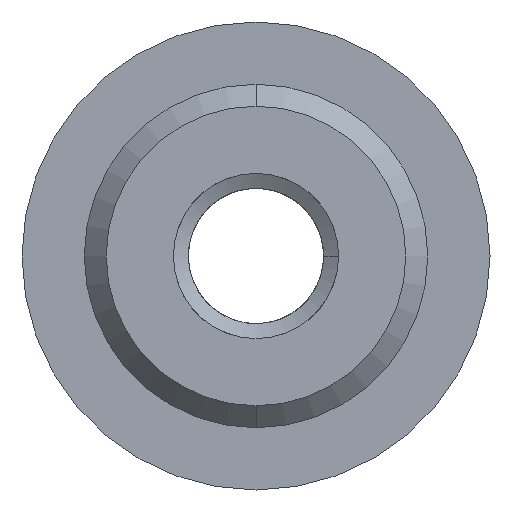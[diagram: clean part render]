
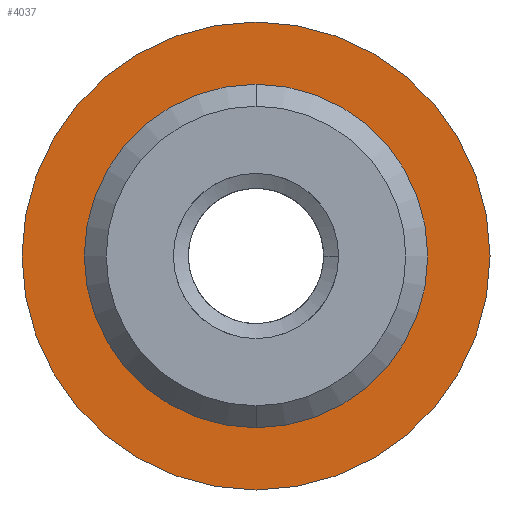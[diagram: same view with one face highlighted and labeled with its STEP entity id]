
A CAD part, front view. The second image highlights one B-rep face of the part: STEP entity #4037.
In plain terms, the highlighted planar face has unit normal (0, -1, 0).
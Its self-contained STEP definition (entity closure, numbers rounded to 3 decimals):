
#195 = AXIS2_PLACEMENT_3D ( 'NONE', #1198, #2154, #785 ) ;
#506 = ORIENTED_EDGE ( 'NONE', *, *, #3550, .T. ) ;
#569 = CARTESIAN_POINT ( 'NONE',  ( 0., -12.143, -10.625 ) ) ;
#577 = EDGE_CURVE ( 'NONE', #5035, #2118, #4346, .T. ) ;
#694 = DIRECTION ( 'NONE',  ( 0., 0., -1. ) ) ;
#713 = CARTESIAN_POINT ( 'NONE',  ( 0., -12.143, 0. ) ) ;
#741 = CARTESIAN_POINT ( 'NONE',  ( 0., -12.143, 10.625 ) ) ;
#785 = DIRECTION ( 'NONE',  ( 0., 0., -1. ) ) ;
#871 = CARTESIAN_POINT ( 'NONE',  ( 0., -12.143, 0. ) ) ;
#985 = FACE_BOUND ( 'NONE', #3917, .T. ) ;
#1108 = CARTESIAN_POINT ( 'NONE',  ( 0., -12.143, 0. ) ) ;
#1173 = DIRECTION ( 'NONE',  ( 0., 0., -1. ) ) ;
#1198 = CARTESIAN_POINT ( 'NONE',  ( 0., -12.143, 0. ) ) ;
#1338 = DIRECTION ( 'NONE',  ( 0., 0., -1. ) ) ;
#1347 = DIRECTION ( 'NONE',  ( 0., 0., -1. ) ) ;
#1772 = EDGE_CURVE ( 'NONE', #3264, #4013, #5197, .T. ) ;
#2035 = DIRECTION ( 'NONE',  ( 0., -1., 0. ) ) ;
#2100 = CARTESIAN_POINT ( 'NONE',  ( 0., -12.143, 7.8 ) ) ;
#2118 = VERTEX_POINT ( 'NONE', #569 ) ;
#2154 = DIRECTION ( 'NONE',  ( 0., -1., 0. ) ) ;
#2708 = ORIENTED_EDGE ( 'NONE', *, *, #1772, .F. ) ;
#3211 = EDGE_CURVE ( 'NONE', #4013, #3264, #3232, .T. ) ;
#3232 = CIRCLE ( 'NONE', #3727, 7.8 ) ;
#3264 = VERTEX_POINT ( 'NONE', #2100 ) ;
#3494 = AXIS2_PLACEMENT_3D ( 'NONE', #1108, #2035, #1173 ) ;
#3550 = EDGE_CURVE ( 'NONE', #2118, #5035, #3598, .T. ) ;
#3593 = ORIENTED_EDGE ( 'NONE', *, *, #577, .T. ) ;
#3598 = CIRCLE ( 'NONE', #3886, 10.625 ) ;
#3727 = AXIS2_PLACEMENT_3D ( 'NONE', #713, #5158, #694 ) ;
#3764 = CARTESIAN_POINT ( 'NONE',  ( 0., -12.143, -7.8 ) ) ;
#3844 = PLANE ( 'NONE',  #195 ) ;
#3886 = AXIS2_PLACEMENT_3D ( 'NONE', #871, #3977, #1338 ) ;
#3887 = ORIENTED_EDGE ( 'NONE', *, *, #3211, .F. ) ;
#3917 = EDGE_LOOP ( 'NONE', ( #2708, #3887 ) ) ;
#3977 = DIRECTION ( 'NONE',  ( 0., -1., 0. ) ) ;
#4013 = VERTEX_POINT ( 'NONE', #3764 ) ;
#4026 = DIRECTION ( 'NONE',  ( 0., -1., 0. ) ) ;
#4037 = ADVANCED_FACE ( 'NONE', ( #985, #5544 ), #3844, .T. ) ;
#4150 = EDGE_LOOP ( 'NONE', ( #506, #3593 ) ) ;
#4346 = CIRCLE ( 'NONE', #3494, 10.625 ) ;
#5035 = VERTEX_POINT ( 'NONE', #741 ) ;
#5158 = DIRECTION ( 'NONE',  ( 0., -1., 0. ) ) ;
#5197 = CIRCLE ( 'NONE', #5508, 7.8 ) ;
#5251 = CARTESIAN_POINT ( 'NONE',  ( 0., -12.143, 0. ) ) ;
#5508 = AXIS2_PLACEMENT_3D ( 'NONE', #5251, #4026, #1347 ) ;
#5544 = FACE_OUTER_BOUND ( 'NONE', #4150, .T. ) ;
